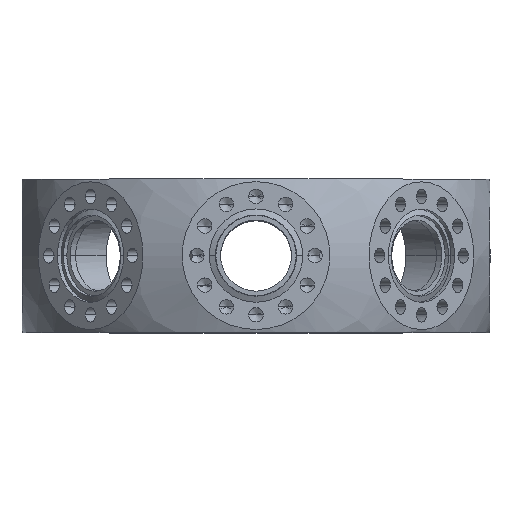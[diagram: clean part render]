
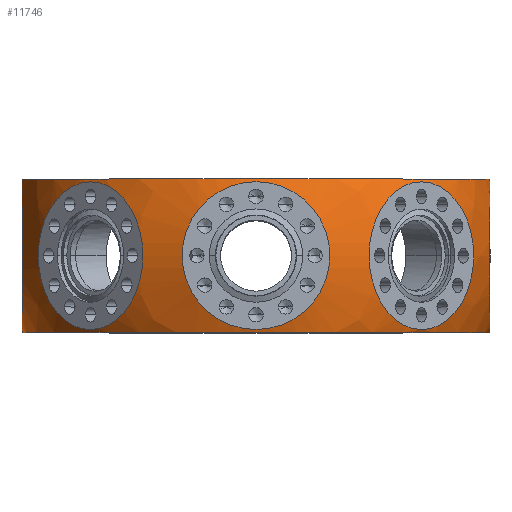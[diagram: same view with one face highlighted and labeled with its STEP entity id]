
A CAD part, top view. The second image highlights one B-rep face of the part: STEP entity #11746.
In plain terms, the highlighted spherical face has radius 56 mm.
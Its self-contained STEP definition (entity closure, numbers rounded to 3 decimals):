
#51 = VERTEX_POINT ( 'NONE', #19697 ) ;
#208 = CIRCLE ( 'NONE', #17421, 56. ) ;
#235 = AXIS2_PLACEMENT_3D ( 'NONE', #8502, #16147, #1936 ) ;
#429 = FACE_OUTER_BOUND ( 'NONE', #8829, .T. ) ;
#433 = EDGE_CURVE ( 'NONE', #12952, #4393, #7737, .T. ) ;
#611 = AXIS2_PLACEMENT_3D ( 'NONE', #12091, #7313, #13634 ) ;
#843 = EDGE_CURVE ( 'NONE', #18156, #16710, #11568, .T. ) ;
#977 = AXIS2_PLACEMENT_3D ( 'NONE', #12662, #14004, #18972 ) ;
#1023 = ORIENTED_EDGE ( 'NONE', *, *, #433, .T. ) ;
#1191 = EDGE_CURVE ( 'NONE', #11129, #14713, #19744, .T. ) ;
#1443 = CARTESIAN_POINT ( 'NONE',  ( 53.195, -17.5, 0. ) ) ;
#1447 = VERTEX_POINT ( 'NONE', #13548 ) ;
#1590 = AXIS2_PLACEMENT_3D ( 'NONE', #6791, #2213, #13317 ) ;
#1634 = ORIENTED_EDGE ( 'NONE', *, *, #843, .F. ) ;
#1848 = EDGE_CURVE ( 'NONE', #51, #6726, #6643, .T. ) ;
#1885 = CIRCLE ( 'NONE', #235, 53.195 ) ;
#1936 = DIRECTION ( 'NONE',  ( 0., 0., -1. ) ) ;
#1991 = FACE_BOUND ( 'NONE', #10594, .T. ) ;
#2103 = DIRECTION ( 'NONE',  ( -1., 0., 0. ) ) ;
#2106 = AXIS2_PLACEMENT_3D ( 'NONE', #11596, #8172, #9806 ) ;
#2213 = DIRECTION ( 'NONE',  ( 0., 0., 1. ) ) ;
#2949 = DIRECTION ( 'NONE',  ( -1., 0., 0. ) ) ;
#2955 = AXIS2_PLACEMENT_3D ( 'NONE', #9775, #12985, #2103 ) ;
#3144 = CIRCLE ( 'NONE', #11118, 16.865 ) ;
#3393 = DIRECTION ( 'NONE',  ( -0.707, 0., 0.707 ) ) ;
#3952 = VERTEX_POINT ( 'NONE', #19000 ) ;
#4183 = DIRECTION ( 'NONE',  ( 1., 0., 0. ) ) ;
#4393 = VERTEX_POINT ( 'NONE', #7476 ) ;
#4602 = EDGE_CURVE ( 'NONE', #1447, #7240, #1885, .T. ) ;
#4735 = VERTEX_POINT ( 'NONE', #7651 ) ;
#4760 = EDGE_CURVE ( 'NONE', #6726, #4393, #19422, .T. ) ;
#5007 = EDGE_CURVE ( 'NONE', #7240, #15137, #208, .T. ) ;
#5513 = CARTESIAN_POINT ( 'NONE',  ( 37.76, 0., 37.76 ) ) ;
#5587 = CIRCLE ( 'NONE', #1590, 16.865 ) ;
#5719 = CIRCLE ( 'NONE', #18930, 16.865 ) ;
#5892 = CARTESIAN_POINT ( 'NONE',  ( -37.76, 0., 37.76 ) ) ;
#6565 = CARTESIAN_POINT ( 'NONE',  ( 0., 0., 0. ) ) ;
#6579 = CARTESIAN_POINT ( 'NONE',  ( 49.685, 0., 25.834 ) ) ;
#6619 = EDGE_LOOP ( 'NONE', ( #19952, #10164 ) ) ;
#6643 = CIRCLE ( 'NONE', #15593, 56. ) ;
#6726 = VERTEX_POINT ( 'NONE', #1443 ) ;
#6791 = CARTESIAN_POINT ( 'NONE',  ( 0., 0., 53.4 ) ) ;
#7178 = DIRECTION ( 'NONE',  ( 0.707, 0., -0.707 ) ) ;
#7215 = AXIS2_PLACEMENT_3D ( 'NONE', #15721, #20479, #18922 ) ;
#7240 = VERTEX_POINT ( 'NONE', #11779 ) ;
#7313 = DIRECTION ( 'NONE',  ( 0., 0., 1. ) ) ;
#7465 = DIRECTION ( 'NONE',  ( -0.707, 0., 0.707 ) ) ;
#7476 = CARTESIAN_POINT ( 'NONE',  ( -53.195, -17.5, 0. ) ) ;
#7540 = EDGE_CURVE ( 'NONE', #12952, #15137, #10163, .T. ) ;
#7651 = CARTESIAN_POINT ( 'NONE',  ( 25.834, 0., 49.685 ) ) ;
#7737 = CIRCLE ( 'NONE', #2106, 56. ) ;
#8071 = ORIENTED_EDGE ( 'NONE', *, *, #9977, .F. ) ;
#8172 = DIRECTION ( 'NONE',  ( 0., 0., 1. ) ) ;
#8233 = EDGE_LOOP ( 'NONE', ( #11506, #1634 ) ) ;
#8502 = CARTESIAN_POINT ( 'NONE',  ( 0., 17.5, 0. ) ) ;
#8663 = CIRCLE ( 'NONE', #20247, 16.865 ) ;
#8715 = DIRECTION ( 'NONE',  ( 0.707, 0., 0.707 ) ) ;
#8755 = DIRECTION ( 'NONE',  ( 0.707, 0., 0.707 ) ) ;
#8829 = EDGE_LOOP ( 'NONE', ( #8832, #15531, #12257, #14847, #1023, #18540, #15251, #12559 ) ) ;
#8832 = ORIENTED_EDGE ( 'NONE', *, *, #20041, .F. ) ;
#8982 = CARTESIAN_POINT ( 'NONE',  ( 0., 0., 0. ) ) ;
#9146 = CARTESIAN_POINT ( 'NONE',  ( -53.4, 0., 0. ) ) ;
#9775 = CARTESIAN_POINT ( 'NONE',  ( 0., 0., 0. ) ) ;
#9806 = DIRECTION ( 'NONE',  ( 1., 0., 0. ) ) ;
#9919 = CIRCLE ( 'NONE', #977, 16.865 ) ;
#9977 = EDGE_CURVE ( 'NONE', #14713, #11129, #5719, .T. ) ;
#9984 = FACE_BOUND ( 'NONE', #8233, .T. ) ;
#10080 = CARTESIAN_POINT ( 'NONE',  ( -53.4, -16.865, 0. ) ) ;
#10163 = CIRCLE ( 'NONE', #10851, 16.865 ) ;
#10164 = ORIENTED_EDGE ( 'NONE', *, *, #12029, .F. ) ;
#10253 = CIRCLE ( 'NONE', #12568, 56. ) ;
#10594 = EDGE_LOOP ( 'NONE', ( #14196, #8071 ) ) ;
#10843 = DIRECTION ( 'NONE',  ( 0., 0., -1. ) ) ;
#10851 = AXIS2_PLACEMENT_3D ( 'NONE', #9146, #12151, #18360 ) ;
#11118 = AXIS2_PLACEMENT_3D ( 'NONE', #13909, #20246, #11852 ) ;
#11129 = VERTEX_POINT ( 'NONE', #13906 ) ;
#11353 = SPHERICAL_SURFACE ( 'NONE', #2955, 56. ) ;
#11411 = EDGE_CURVE ( 'NONE', #16710, #18156, #5587, .T. ) ;
#11416 = VERTEX_POINT ( 'NONE', #6579 ) ;
#11506 = ORIENTED_EDGE ( 'NONE', *, *, #11411, .F. ) ;
#11568 = CIRCLE ( 'NONE', #611, 16.865 ) ;
#11596 = CARTESIAN_POINT ( 'NONE',  ( 0., 0., 0. ) ) ;
#11746 = ADVANCED_FACE ( 'NONE', ( #429, #9984, #16305, #1991 ), #11353, .T. ) ;
#11779 = CARTESIAN_POINT ( 'NONE',  ( -53.195, 17.5, 0. ) ) ;
#11852 = DIRECTION ( 'NONE',  ( 0., 0., -1. ) ) ;
#12029 = EDGE_CURVE ( 'NONE', #4735, #11416, #9919, .T. ) ;
#12091 = CARTESIAN_POINT ( 'NONE',  ( 0., 0., 53.4 ) ) ;
#12151 = DIRECTION ( 'NONE',  ( -1., 0., 0. ) ) ;
#12257 = ORIENTED_EDGE ( 'NONE', *, *, #5007, .T. ) ;
#12559 = ORIENTED_EDGE ( 'NONE', *, *, #14168, .F. ) ;
#12568 = AXIS2_PLACEMENT_3D ( 'NONE', #20286, #18513, #16957 ) ;
#12662 = CARTESIAN_POINT ( 'NONE',  ( 37.76, 0., 37.76 ) ) ;
#12952 = VERTEX_POINT ( 'NONE', #10080 ) ;
#12985 = DIRECTION ( 'NONE',  ( 0., 0., -1. ) ) ;
#13317 = DIRECTION ( 'NONE',  ( 1., 0., 0. ) ) ;
#13548 = CARTESIAN_POINT ( 'NONE',  ( 53.195, 17.5, 0. ) ) ;
#13634 = DIRECTION ( 'NONE',  ( 1., 0., 0. ) ) ;
#13636 = DIRECTION ( 'NONE',  ( 0., 0., 1. ) ) ;
#13906 = CARTESIAN_POINT ( 'NONE',  ( -25.834, 0., 49.685 ) ) ;
#13909 = CARTESIAN_POINT ( 'NONE',  ( 53.4, 0., 0. ) ) ;
#14004 = DIRECTION ( 'NONE',  ( 0.707, 0., 0.707 ) ) ;
#14168 = EDGE_CURVE ( 'NONE', #3952, #51, #3144, .T. ) ;
#14196 = ORIENTED_EDGE ( 'NONE', *, *, #1191, .F. ) ;
#14713 = VERTEX_POINT ( 'NONE', #17170 ) ;
#14847 = ORIENTED_EDGE ( 'NONE', *, *, #7540, .F. ) ;
#15137 = VERTEX_POINT ( 'NONE', #19551 ) ;
#15251 = ORIENTED_EDGE ( 'NONE', *, *, #1848, .F. ) ;
#15531 = ORIENTED_EDGE ( 'NONE', *, *, #4602, .T. ) ;
#15593 = AXIS2_PLACEMENT_3D ( 'NONE', #6565, #10843, #2949 ) ;
#15721 = CARTESIAN_POINT ( 'NONE',  ( 0., -17.5, 0. ) ) ;
#16099 = AXIS2_PLACEMENT_3D ( 'NONE', #18846, #3393, #17374 ) ;
#16147 = DIRECTION ( 'NONE',  ( 0., -1., 0. ) ) ;
#16305 = FACE_BOUND ( 'NONE', #6619, .T. ) ;
#16710 = VERTEX_POINT ( 'NONE', #19660 ) ;
#16957 = DIRECTION ( 'NONE',  ( -1., 0., 0. ) ) ;
#16978 = EDGE_CURVE ( 'NONE', #11416, #4735, #8663, .T. ) ;
#17170 = CARTESIAN_POINT ( 'NONE',  ( -49.685, 0., 25.834 ) ) ;
#17374 = DIRECTION ( 'NONE',  ( 0.707, 0., 0.707 ) ) ;
#17421 = AXIS2_PLACEMENT_3D ( 'NONE', #8982, #13636, #4183 ) ;
#18156 = VERTEX_POINT ( 'NONE', #20061 ) ;
#18360 = DIRECTION ( 'NONE',  ( 0., 0., 1. ) ) ;
#18513 = DIRECTION ( 'NONE',  ( 0., 0., -1. ) ) ;
#18540 = ORIENTED_EDGE ( 'NONE', *, *, #4760, .F. ) ;
#18846 = CARTESIAN_POINT ( 'NONE',  ( -37.76, 0., 37.76 ) ) ;
#18922 = DIRECTION ( 'NONE',  ( 0., 0., -1. ) ) ;
#18930 = AXIS2_PLACEMENT_3D ( 'NONE', #5892, #7465, #8715 ) ;
#18972 = DIRECTION ( 'NONE',  ( 0.707, 0., -0.707 ) ) ;
#19000 = CARTESIAN_POINT ( 'NONE',  ( 53.4, 16.865, 0. ) ) ;
#19422 = CIRCLE ( 'NONE', #7215, 53.195 ) ;
#19551 = CARTESIAN_POINT ( 'NONE',  ( -53.4, 16.865, 0. ) ) ;
#19660 = CARTESIAN_POINT ( 'NONE',  ( 16.865, 0., 53.4 ) ) ;
#19697 = CARTESIAN_POINT ( 'NONE',  ( 53.4, -16.865, 0. ) ) ;
#19744 = CIRCLE ( 'NONE', #16099, 16.865 ) ;
#19952 = ORIENTED_EDGE ( 'NONE', *, *, #16978, .F. ) ;
#20041 = EDGE_CURVE ( 'NONE', #1447, #3952, #10253, .T. ) ;
#20061 = CARTESIAN_POINT ( 'NONE',  ( -16.865, 0., 53.4 ) ) ;
#20246 = DIRECTION ( 'NONE',  ( 1., 0., 0. ) ) ;
#20247 = AXIS2_PLACEMENT_3D ( 'NONE', #5513, #8755, #7178 ) ;
#20286 = CARTESIAN_POINT ( 'NONE',  ( 0., 0., 0. ) ) ;
#20479 = DIRECTION ( 'NONE',  ( 0., -1., 0. ) ) ;
